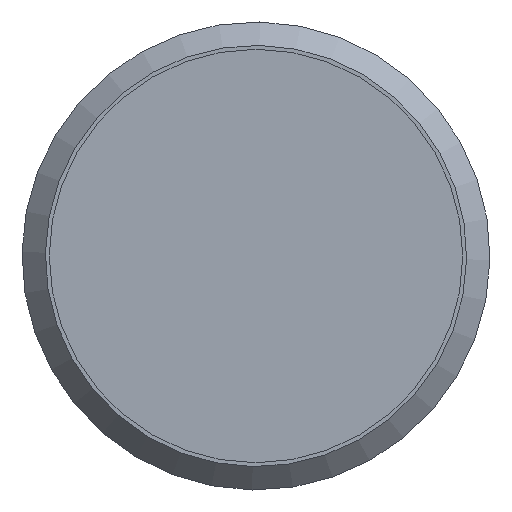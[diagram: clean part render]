
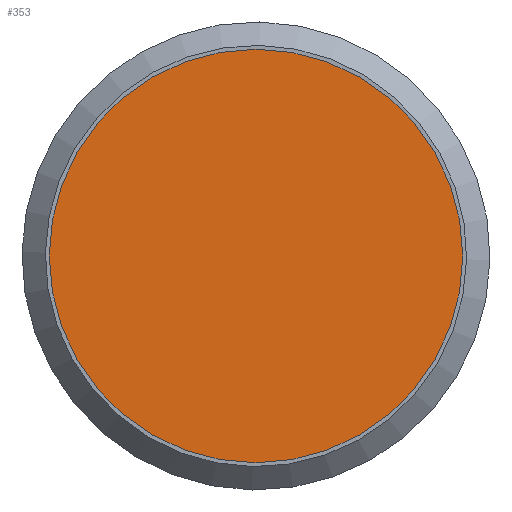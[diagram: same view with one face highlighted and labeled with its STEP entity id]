
A CAD part, front view. The second image highlights one B-rep face of the part: STEP entity #353.
In plain terms, the highlighted planar face has unit normal (0, -1, 0).
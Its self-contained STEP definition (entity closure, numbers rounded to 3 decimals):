
#70=PLANE('',#407);
#87=FACE_OUTER_BOUND('',#110,.T.);
#110=EDGE_LOOP('',(#286));
#134=CIRCLE('',#405,5.3);
#165=VERTEX_POINT('',#660);
#206=EDGE_CURVE('',#165,#165,#134,.T.);
#286=ORIENTED_EDGE('',*,*,#206,.T.);
#353=ADVANCED_FACE('',(#87),#70,.T.);
#405=AXIS2_PLACEMENT_3D('',#661,#486,#487);
#407=AXIS2_PLACEMENT_3D('',#665,#491,#492);
#486=DIRECTION('center_axis',(0.,-1.,0.));
#487=DIRECTION('ref_axis',(1.,0.,0.));
#491=DIRECTION('center_axis',(0.,-1.,0.));
#492=DIRECTION('ref_axis',(0.,0.,-1.));
#660=CARTESIAN_POINT('',(-13.396,-22.742,-0.338));
#661=CARTESIAN_POINT('Origin',(-8.096,-22.742,-0.338));
#665=CARTESIAN_POINT('Origin',(-5.546,-22.742,-0.338));
